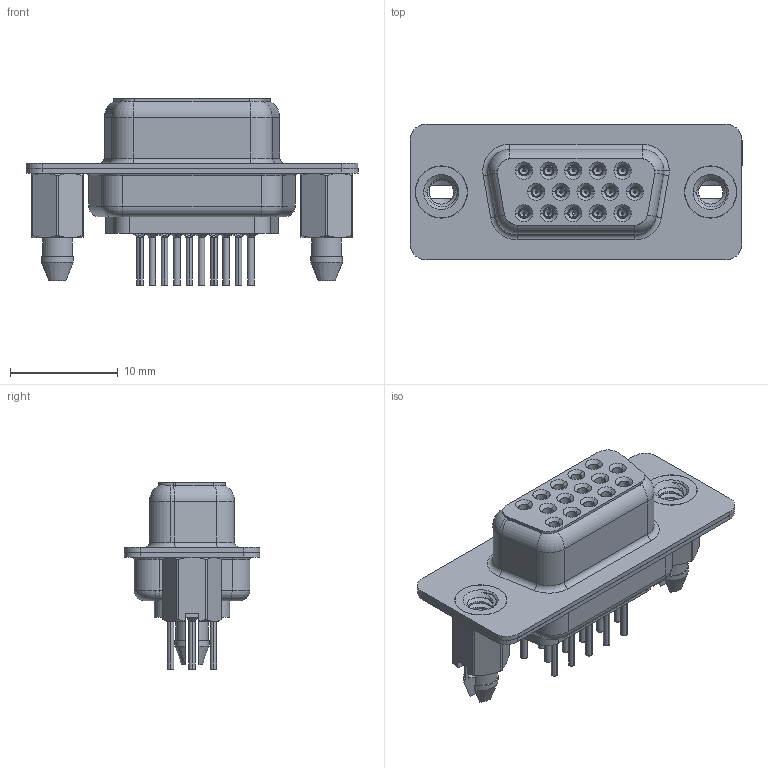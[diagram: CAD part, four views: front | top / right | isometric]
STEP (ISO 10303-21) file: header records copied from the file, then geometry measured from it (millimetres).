
FILE_DESCRIPTION (( 'STEP AP203' ), '1' );
FILE_NAME ('638-015-330-046.STEP', '2019-05-14T18:48:11', ( '' ), ( '' ), 'SwSTEP 2.0', 'SolidWorks 2016', '' );
FILE_SCHEMA (( 'CONFIG_CONTROL_DESIGN' ));
Length unit declared in the file: millimetre
Products named in the file (8): 638 Contact Row 1_30L; 638 Contact Row 2_30L; 638 Contact Row 3_30L; 638 Housing_15 Contacts; 638 4-40 Threaded Boardlock_LP; 638 Shell Front_15 Contacts; 638-015-330-046; 638 Shell Rear_15 Contacts
Assembly tree (20 placements, depth 2):
  638-015-330-046
    638 Housing_15 Contacts
    638 Shell Front_15 Contacts
    638 Shell Rear_15 Contacts
    638 Contact Row 1_30L  x5
    638 Contact Row 2_30L  x5
    638 Contact Row 3_30L  x5
    638 4-40 Threaded Boardlock_LP  x2
Bounding box: 30.81 x 12.6 x 17.3 mm (x, y, z)
Volume: 1689.1 mm3; surface area: 5883.6 mm2
Topology: 20 solids, 20 shells, 2258 faces, 5777 edges, 3598 vertices
Faces by surface type: cylinder 664, plane 564, torus 447, bspline 306, cone 277
Entity records: 29493 total; most frequent: CARTESIAN_POINT 9234, DIRECTION 4033, ORIENTED_EDGE 4026, EDGE_CURVE 2013, AXIS2_PLACEMENT_3D 1663, VERTEX_POINT 1266, EDGE_LOOP 911, CIRCLE 889
